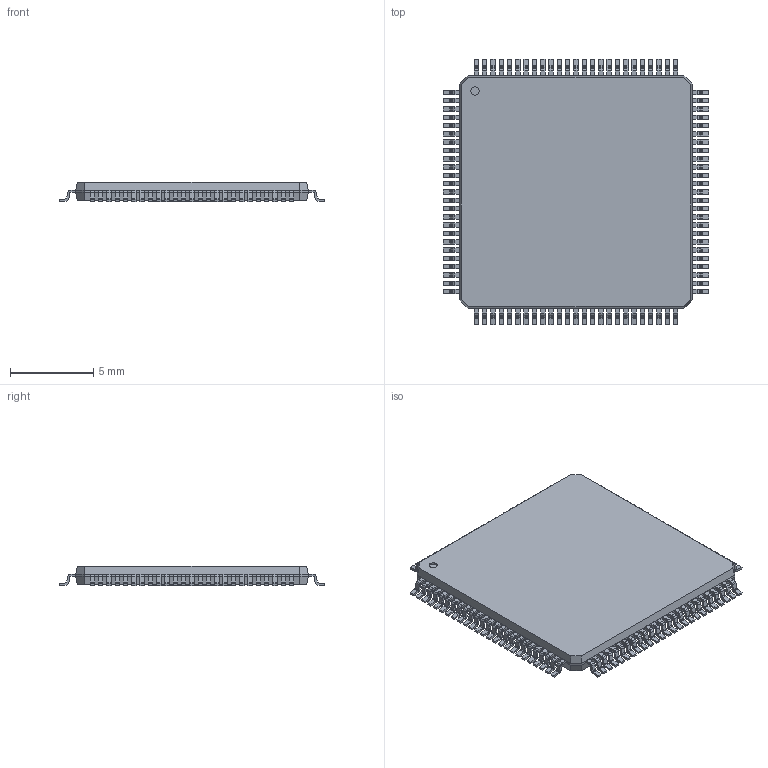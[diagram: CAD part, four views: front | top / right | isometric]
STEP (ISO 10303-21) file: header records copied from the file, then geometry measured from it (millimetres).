
FILE_DESCRIPTION((''),'2;1');
FILE_NAME('QFP50P1600X1600X120-101N-S500.stp','2009-12-08T09:49:46',(''),(''),'Mechanical Desktop 2006','Mechanical Desktop 2006',', , ');
FILE_SCHEMA(('AUTOMOTIVE_DESIGN { 1 2 10303 214 0 1 1 1 }'));
Length unit declared in the file: millimetre
Products named in the file (1): Product
Bounding box: 16 x 16 x 1.2 mm (x, y, z)
Volume: 219.7 mm3; surface area: 610.4 mm2
Topology: 102 solids, 102 shells, 1835 faces, 4874 edges, 3244 vertices
Faces by surface type: bspline 900, plane 533, cylinder 402
Entity records: 62455 total; most frequent: CARTESIAN_POINT 18254, ORIENTED_EDGE 9748, DIRECTION 8350, EDGE_CURVE 4874, VECTOR 3270, LINE 3270, VERTEX_POINT 3244, AXIS2_PLACEMENT_3D 2540
